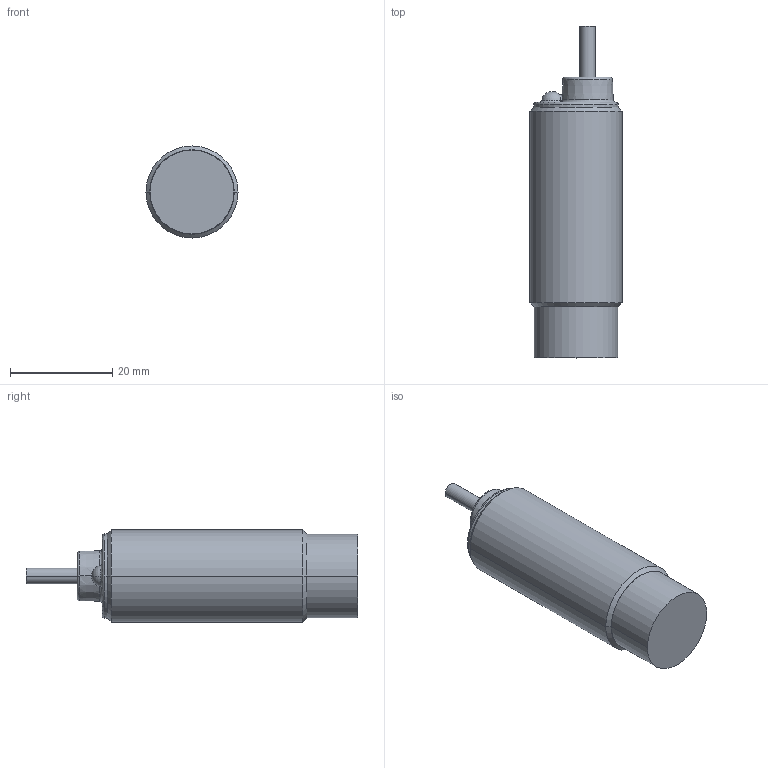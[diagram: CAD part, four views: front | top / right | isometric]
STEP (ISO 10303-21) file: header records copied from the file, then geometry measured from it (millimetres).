
FILE_DESCRIPTION((''),'2;1');
FILE_NAME('DM_CAD-2297_SW0001','2016-06-16T',('creinig-se'),(''),'PRO/ENGINEER BY PARAMETRIC TECHNOLOGY CORPORATION, 2015440','PRO/ENGINEER BY PARAMETRIC TECHNOLOGY CORPORATION, 2015440','');
FILE_SCHEMA(('CONFIG_CONTROL_DESIGN'));
Length unit declared in the file: millimetre
Products named in the file (1): DM_CAD-2297_SW0001
Bounding box: 18 x 64.9 x 18 mm (x, y, z)
Volume: 12682.7 mm3; surface area: 3455.6 mm2
Topology: 1 solids, 1 shells, 34 faces, 128 edges, 147 vertices
Faces by surface type: cylinder 8, bspline 8, cone 6, torus 5, plane 5, sphere 2
Entity records: 2058 total; most frequent: CARTESIAN_POINT 630, DIRECTION 215, ORIENTED_EDGE 150, PRESENTATION_STYLE_ASSIGNMENT 86, STYLED_ITEM 86, AXIS2_PLACEMENT_3D 83, EDGE_CURVE 75, CIRCLE 56
